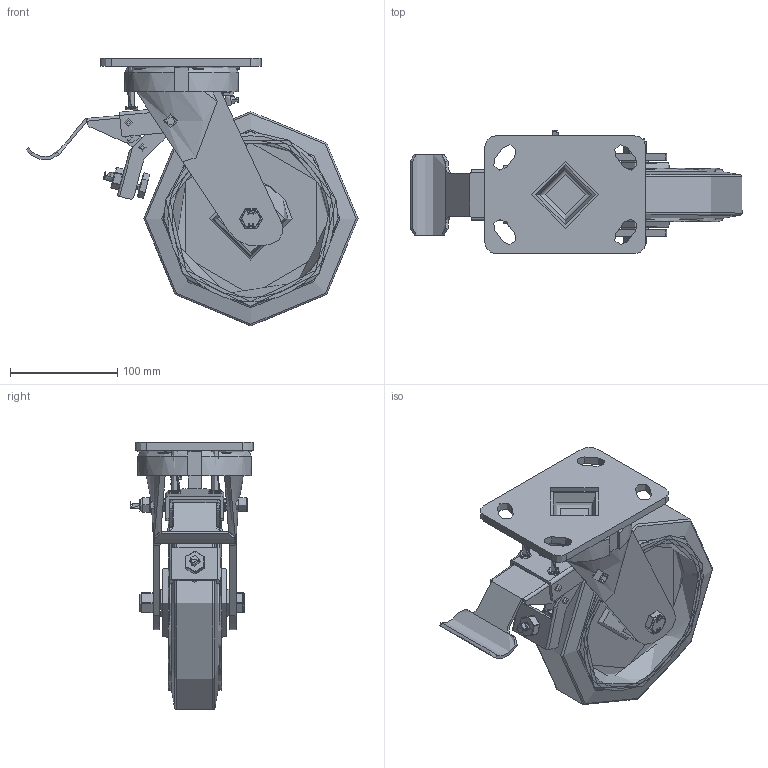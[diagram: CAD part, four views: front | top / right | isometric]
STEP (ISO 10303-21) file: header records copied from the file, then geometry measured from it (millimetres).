
FILE_DESCRIPTION(/* description */ ('','CAx-IF Rec.Pracs.---Representation and Presentation of Product Manufacturing Information (PMI)---4.0---2014-10-13'),/* implementation_level */ '2;1');
FILE_NAME(/* name */ 'BZK200CUBJSWB.step',/* time_stamp */ '2024-12-13T16:49:05Z',/* author */ (''),/* organization */ (''),/* preprocessor_version */ 'ST-DEVELOPER v20',/* originating_system */ 'Autodesk Translation Framework v13.20.0.188',/* authorisation */ '');
FILE_SCHEMA (('AP242_MANAGED_MODEL_BASED_3D_ENGINEERING_MIM_LF { 1 0 10303 442 1 1 4 }'));
Products named in the file (48): BZK200CUBJSWB; BZK200ASSWB v1; FABRICATED STEEL TOP PLATE; FABRICATED STEEL FORKS; FABRICATED STEEL FORKS Geometry; GREESE NIPPLE; FABRICATED STEEL BRAKE; BRAKE1; BRAKE PEDAL; BOLT; BRAKE 2; SPACERS; BRAKE 3; BOLT2; BOLT3; BOLT4; BRAKE BOLT; BRAKE BOLT Geometry; RUBBER; NUT; WASHER; NUT2; LOCKING BOLTS; BZHL200WCUBJM20 v1; ELASTIC SPEED RUBBER TYRE; CAST IRON RIM; BEARING6204; BEARING62042; BALL BEARINGS; BEARING6204 (1); BEARING62042 (1); BALL BEARINGS (1); Component3; INNER; OUTER; MIDDLE; RUBBER (1); BEARING SPACER; TH20X2X12 v1; ZINC PLATED HEADED SPACER ...
Assembly tree (66 placements, depth 6):
  BZK200CUBJSWB
    BZK200ASSWB v1
      FABRICATED STEEL TOP PLATE
      FABRICATED STEEL FORKS
        FABRICATED STEEL FORKS Geometry
        GREESE NIPPLE
      FABRICATED STEEL BRAKE
        BRAKE1
        BRAKE PEDAL
        BOLT
        BRAKE 2
        SPACERS
        BRAKE 3
        BOLT2
        BOLT3
        BOLT4
        BRAKE BOLT
          BRAKE BOLT Geometry
          RUBBER
        NUT
        WASHER
        NUT2
        LOCKING BOLTS
    BZHL200WCUBJM20 v1
      ELASTIC SPEED RUBBER TYRE
      CAST IRON RIM
      BEARING6204
        BEARING62042
          INNER
          OUTER
          BALL BEARINGS
            Component3  x8
          MIDDLE
          RUBBER (1)
      BEARING6204 (1)
        BEARING62042 (1)
          BALL BEARINGS (1)
            Component3  x8
          INNER
          OUTER
          MIDDLE
          RUBBER (1)
      BEARING SPACER
    TH20X2X12 v1
      ZINC PLATED HEADED SPACER
    TH20X2X12 v1 (1)
      ZINC PLATED HEADED SPACER (1)
    HEXBOLTM12X90Z8.8 v2
      GRADE 8.8 ZINC PLATED BOLT
    NYLOCM12Z14MM v1
      NYLOC NUT
        NUT (1)
        RUBBER (2)
Bounding box: 310 x 115.22 x 250 mm (x, y, z)
Volume: 1364004.8 mm3; surface area: 390820.2 mm2
Topology: 56 solids, 57 shells, 1428 faces, 3591 edges, 2363 vertices
Faces by surface type: plane 593, cylinder 366, bspline 346, sphere 78, torus 37, cone 8
Full cylindrical faces by diameter (mm): 5 x1, 6 x32, 7 x2, 8 x30, 9.836 x16, 10 x4, 11.834 x16, 12 x7, 12.2 x2, 12.5 x1, 13 x3, 14 x3, 17.75 x1, 18.5 x1, 19.8 x2, 20 x3, 25 x2, 27 x2, 28 x1, 28.5 x8, 30.8 x4, 31.3 x4, 37 x1, 40.3 x4, 40.5 x4, 40.8 x4, 42 x10, 47 x4, 62.5 x1, 70 x1
Entity records: 63109 total; most frequent: CARTESIAN_POINT 37352, ORIENTED_EDGE 5232, DIRECTION 4672, EDGE_CURVE 2616, VERTEX_POINT 1725, AXIS2_PLACEMENT_3D 1704, EDGE_LOOP 1275, LINE 1264
